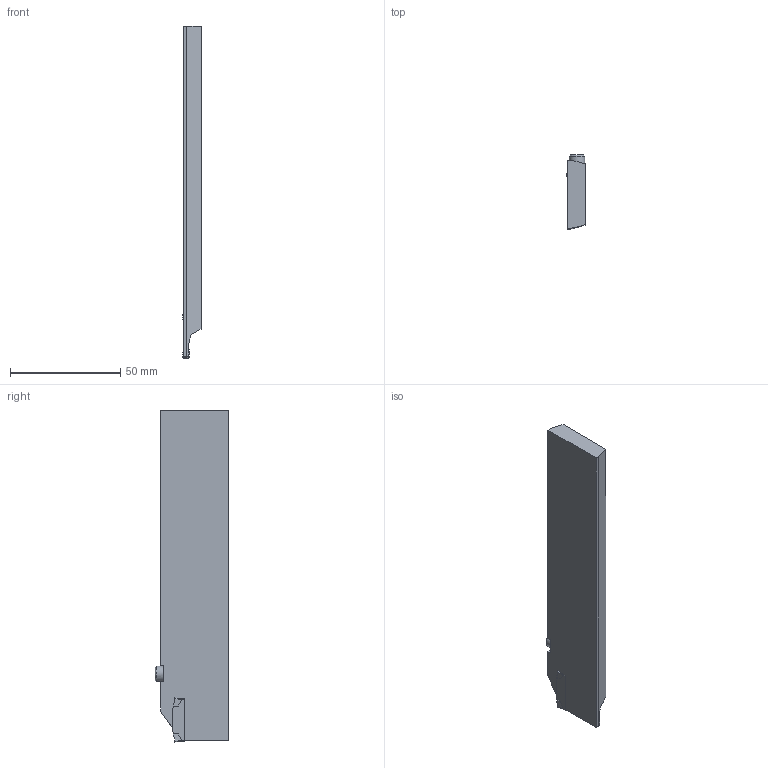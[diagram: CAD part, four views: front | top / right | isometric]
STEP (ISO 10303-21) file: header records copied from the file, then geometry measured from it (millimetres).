
FILE_DESCRIPTION(/* description */ (''),/* implementation_level */ '2;1');
FILE_NAME(/* name */ '1686744316706.stp',/* time_stamp */ '2023-06-14T17:35:25+05:00',/* author */ (''),/* organization */ ('SMS'),/* preprocessor_version */ 'ST-DEVELOPER v16.7',/* originating_system */ 'SIEMENS PLM Software NX 12.0',/* authorisation */ '');
FILE_SCHEMA (('AUTOMOTIVE_DESIGN { 1 0 10303 214 3 1 1 1 }'));
Length unit declared in the file: millimetre
Products named in the file (4): ASSEMBLY_CONSTRUCTION; 201539465mod000_00; 204778554mod000_00; 204778556mod000_00
Assembly tree (3 placements, depth 2):
  204778556mod000_00
    204778554mod000_00
    201539465mod000_00
    ASSEMBLY_CONSTRUCTION
Bounding box: 8.34 x 33.6 x 150.8 mm (x, y, z)
Volume: 31953.5 mm3; surface area: 11757.5 mm2
Topology: 2 solids, 2 shells, 64 faces, 176 edges, 123 vertices
Faces by surface type: plane 47, cylinder 11, bspline 4, torus 1, cone 1
Full cylindrical faces by diameter (mm): 7 x1
Entity records: 2489 total; most frequent: CARTESIAN_POINT 726, ORIENTED_EDGE 344, DIRECTION 318, EDGE_CURVE 172, LINE 128, VECTOR 128, VERTEX_POINT 114, AXIS2_PLACEMENT_3D 95
